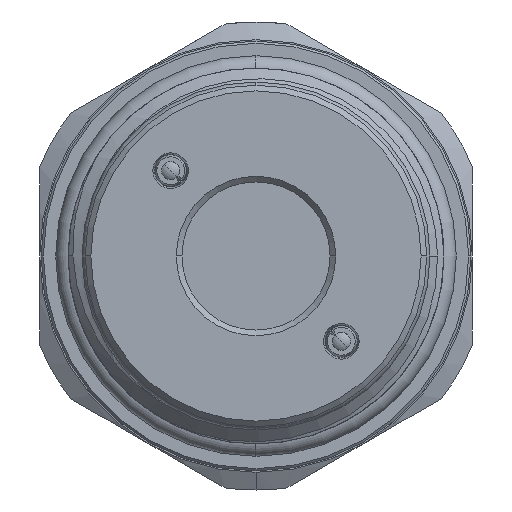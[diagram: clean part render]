
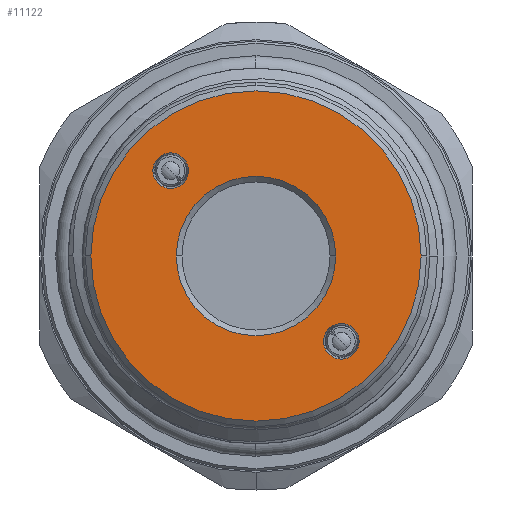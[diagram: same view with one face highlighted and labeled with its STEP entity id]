
A CAD part, left-side view. The second image highlights one B-rep face of the part: STEP entity #11122.
In plain terms, the highlighted planar face has unit normal (-1, 0, 0).
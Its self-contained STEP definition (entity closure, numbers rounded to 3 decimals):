
#1 = VERTEX_POINT ( 'NONE', #370 ) ;
#157 = EDGE_LOOP ( 'NONE', ( #3214, #8644 ) ) ;
#252 = ORIENTED_EDGE ( 'NONE', *, *, #1913, .F. ) ;
#343 = EDGE_LOOP ( 'NONE', ( #252, #13015 ) ) ;
#351 = DIRECTION ( 'NONE',  ( 0., 1., 0. ) ) ;
#370 = CARTESIAN_POINT ( 'NONE',  ( 0., -7.495, -9.056 ) ) ;
#601 = CIRCLE ( 'NONE', #2335, 7. ) ;
#776 = CARTESIAN_POINT ( 'NONE',  ( 0., 14.5, 0. ) ) ;
#1529 = VERTEX_POINT ( 'NONE', #14876 ) ;
#1641 = DIRECTION ( 'NONE',  ( 0., 1., 0. ) ) ;
#1913 = EDGE_CURVE ( 'NONE', #2985, #10460, #15124, .T. ) ;
#1942 = AXIS2_PLACEMENT_3D ( 'NONE', #12814, #7300, #351 ) ;
#2335 = AXIS2_PLACEMENT_3D ( 'NONE', #18503, #7136, #1641 ) ;
#2985 = VERTEX_POINT ( 'NONE', #13396 ) ;
#3194 = AXIS2_PLACEMENT_3D ( 'NONE', #14847, #17679, #14785 ) ;
#3214 = ORIENTED_EDGE ( 'NONE', *, *, #3325, .T. ) ;
#3325 = EDGE_CURVE ( 'NONE', #4842, #5462, #16032, .T. ) ;
#3489 = CIRCLE ( 'NONE', #4329, 1.561 ) ;
#3550 = DIRECTION ( 'NONE',  ( -1., 0., 0. ) ) ;
#3773 = PLANE ( 'NONE',  #5010 ) ;
#4284 = EDGE_CURVE ( 'NONE', #5944, #1529, #16001, .T. ) ;
#4329 = AXIS2_PLACEMENT_3D ( 'NONE', #5173, #13631, #6498 ) ;
#4409 = CARTESIAN_POINT ( 'NONE',  ( 0., -7.495, -7.495 ) ) ;
#4428 = CIRCLE ( 'NONE', #12348, 1.561 ) ;
#4656 = DIRECTION ( 'NONE',  ( -1., 0., 0. ) ) ;
#4842 = VERTEX_POINT ( 'NONE', #776 ) ;
#5010 = AXIS2_PLACEMENT_3D ( 'NONE', #12526, #5265, #13789 ) ;
#5173 = CARTESIAN_POINT ( 'NONE',  ( 0., -7.495, -7.495 ) ) ;
#5265 = DIRECTION ( 'NONE',  ( 1., 0., 0. ) ) ;
#5462 = VERTEX_POINT ( 'NONE', #13347 ) ;
#5801 = ORIENTED_EDGE ( 'NONE', *, *, #13350, .T. ) ;
#5944 = VERTEX_POINT ( 'NONE', #14389 ) ;
#6498 = DIRECTION ( 'NONE',  ( 0., 0., -1. ) ) ;
#6502 = AXIS2_PLACEMENT_3D ( 'NONE', #13278, #16204, #14748 ) ;
#6594 = ORIENTED_EDGE ( 'NONE', *, *, #13943, .F. ) ;
#6905 = ORIENTED_EDGE ( 'NONE', *, *, #4284, .T. ) ;
#7136 = DIRECTION ( 'NONE',  ( 1., 0., 0. ) ) ;
#7300 = DIRECTION ( 'NONE',  ( -1., 0., 0. ) ) ;
#7511 = CIRCLE ( 'NONE', #3194, 14.5 ) ;
#7950 = CARTESIAN_POINT ( 'NONE',  ( 0., 7.495, 7.495 ) ) ;
#8644 = ORIENTED_EDGE ( 'NONE', *, *, #15551, .T. ) ;
#9246 = CIRCLE ( 'NONE', #17071, 1.561 ) ;
#10460 = VERTEX_POINT ( 'NONE', #13940 ) ;
#11122 = ADVANCED_FACE ( 'NONE', ( #17475, #15890, #17037, #16568 ), #3773, .F. ) ;
#11722 = EDGE_LOOP ( 'NONE', ( #6905, #5801 ) ) ;
#11890 = EDGE_CURVE ( 'NONE', #13122, #1, #3489, .T. ) ;
#12185 = CARTESIAN_POINT ( 'NONE',  ( 0., -7.495, -5.935 ) ) ;
#12348 = AXIS2_PLACEMENT_3D ( 'NONE', #4409, #4656, #14640 ) ;
#12526 = CARTESIAN_POINT ( 'NONE',  ( 0., 0., 0. ) ) ;
#12814 = CARTESIAN_POINT ( 'NONE',  ( 0., 0., 0. ) ) ;
#13015 = ORIENTED_EDGE ( 'NONE', *, *, #17658, .F. ) ;
#13122 = VERTEX_POINT ( 'NONE', #12185 ) ;
#13278 = CARTESIAN_POINT ( 'NONE',  ( 0., 7.495, 7.495 ) ) ;
#13347 = CARTESIAN_POINT ( 'NONE',  ( 0., -14.5, 0. ) ) ;
#13350 = EDGE_CURVE ( 'NONE', #1529, #5944, #601, .T. ) ;
#13396 = CARTESIAN_POINT ( 'NONE',  ( 0., 7.495, 9.056 ) ) ;
#13631 = DIRECTION ( 'NONE',  ( -1., 0., 0. ) ) ;
#13789 = DIRECTION ( 'NONE',  ( 0., 1., 0. ) ) ;
#13940 = CARTESIAN_POINT ( 'NONE',  ( 0., 7.495, 5.935 ) ) ;
#13943 = EDGE_CURVE ( 'NONE', #1, #13122, #4428, .T. ) ;
#14389 = CARTESIAN_POINT ( 'NONE',  ( 0., -7., 0. ) ) ;
#14640 = DIRECTION ( 'NONE',  ( 0., 0., -1. ) ) ;
#14748 = DIRECTION ( 'NONE',  ( 0., 0., 1. ) ) ;
#14785 = DIRECTION ( 'NONE',  ( 0., 1., 0. ) ) ;
#14847 = CARTESIAN_POINT ( 'NONE',  ( 0., 0., 0. ) ) ;
#14876 = CARTESIAN_POINT ( 'NONE',  ( 0., 7., 0. ) ) ;
#15124 = CIRCLE ( 'NONE', #6502, 1.561 ) ;
#15551 = EDGE_CURVE ( 'NONE', #5462, #4842, #7511, .T. ) ;
#15747 = DIRECTION ( 'NONE',  ( 0., 1., 0. ) ) ;
#15890 = FACE_OUTER_BOUND ( 'NONE', #157, .T. ) ;
#16001 = CIRCLE ( 'NONE', #17519, 7. ) ;
#16032 = CIRCLE ( 'NONE', #1942, 14.5 ) ;
#16204 = DIRECTION ( 'NONE',  ( -1., 0., 0. ) ) ;
#16568 = FACE_BOUND ( 'NONE', #18134, .T. ) ;
#17037 = FACE_BOUND ( 'NONE', #343, .T. ) ;
#17071 = AXIS2_PLACEMENT_3D ( 'NONE', #7950, #3550, #17769 ) ;
#17475 = FACE_BOUND ( 'NONE', #11722, .T. ) ;
#17519 = AXIS2_PLACEMENT_3D ( 'NONE', #18550, #18486, #15747 ) ;
#17658 = EDGE_CURVE ( 'NONE', #10460, #2985, #9246, .T. ) ;
#17679 = DIRECTION ( 'NONE',  ( -1., 0., 0. ) ) ;
#17769 = DIRECTION ( 'NONE',  ( 0., 0., 1. ) ) ;
#18134 = EDGE_LOOP ( 'NONE', ( #6594, #18379 ) ) ;
#18379 = ORIENTED_EDGE ( 'NONE', *, *, #11890, .F. ) ;
#18486 = DIRECTION ( 'NONE',  ( 1., 0., 0. ) ) ;
#18503 = CARTESIAN_POINT ( 'NONE',  ( 0., 0., 0. ) ) ;
#18550 = CARTESIAN_POINT ( 'NONE',  ( 0., 0., 0. ) ) ;
